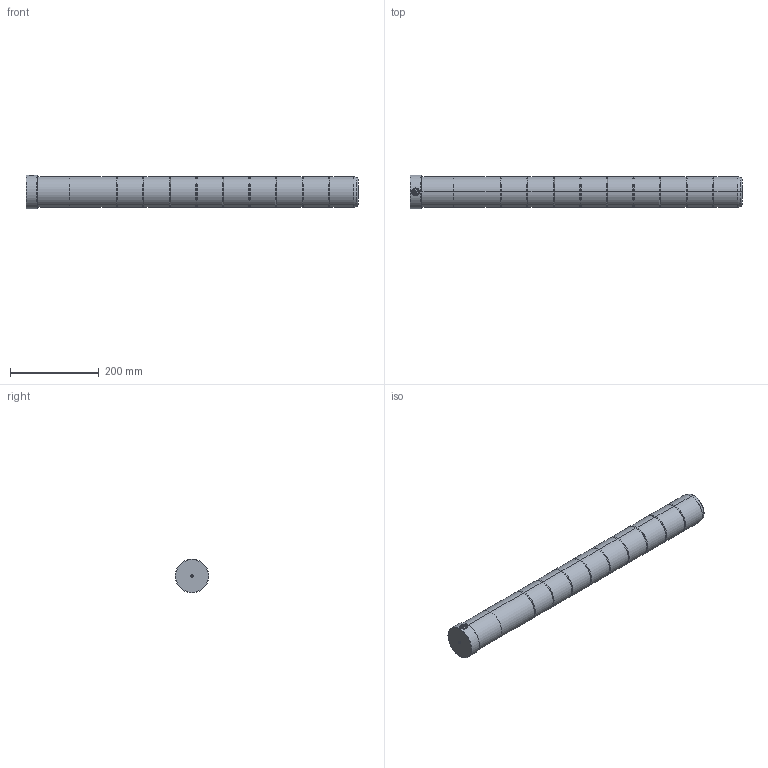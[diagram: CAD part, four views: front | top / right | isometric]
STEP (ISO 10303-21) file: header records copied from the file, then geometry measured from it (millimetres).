
FILE_DESCRIPTION (( 'STEP AP214' ), '1' );
FILE_NAME ('SPN-d70-L750.step', '2021-11-03T07:00:47', ( 'User' ), ( 'china' ), 'SwSTEP 2.0', 'SolidWorks 2016', '' );
FILE_SCHEMA (( 'AUTOMOTIVE_DESIGN' ));
Length unit declared in the file: millimetre
Products named in the file (1): SPN-d70-L750
Bounding box: 750 x 76 x 76 mm (x, y, z)
Volume: 2884151.8 mm3; surface area: 177529.5 mm2
Topology: 1 solids, 1 shells, 116 faces, 252 edges, 140 vertices
Faces by surface type: cylinder 43, torus 42, cone 18, plane 13
Entity records: 3528 total; most frequent: CARTESIAN_POINT 929, DIRECTION 598, ORIENTED_EDGE 496, AXIS2_PLACEMENT_3D 261, EDGE_CURVE 248, CIRCLE 144, VERTEX_POINT 140, EDGE_LOOP 122
